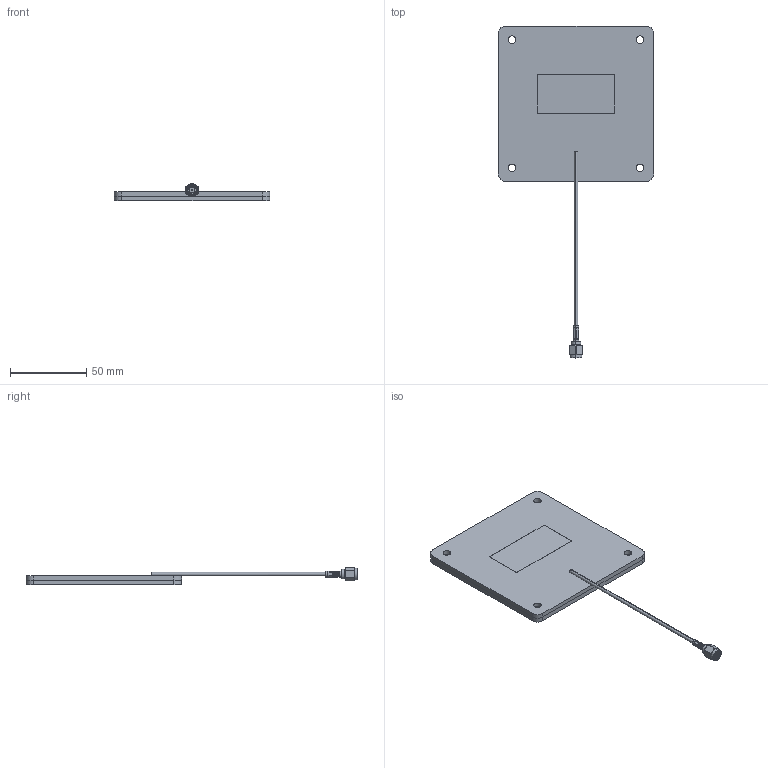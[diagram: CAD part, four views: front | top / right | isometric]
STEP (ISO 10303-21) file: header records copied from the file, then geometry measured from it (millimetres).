
FILE_DESCRIPTION (( 'STEP AP214' ), '1' );
FILE_NAME ('FMANFP1046_3D.step', '2023-02-01T18:32:18', ( '' ), ( '' ), 'SwSTEP 2.0', 'SolidWorks 2022', '' );
FILE_SCHEMA (( 'AUTOMOTIVE_DESIGN' ));
Length unit declared in the file: inch
Products named in the file (3): FMANFP1046_3D; FMANFP1046_Base Model; PE4003_NO LABLE
Assembly tree (2 placements, depth 2):
  FMANFP1046_3D
    FMANFP1046_Base Model
    PE4003_NO LABLE
Bounding box: 102 x 217.7 x 11.51 mm (x, y, z)
Volume: 62676.2 mm3; surface area: 45715.3 mm2
Topology: 3 solids, 3 shells, 2597 faces, 5485 edges, 2911 vertices
Faces by surface type: bspline 1923, cylinder 602, plane 43, cone 25, torus 4
Entity records: 98552 total; most frequent: CARTESIAN_POINT 64706, ORIENTED_EDGE 10970, EDGE_CURVE 5485, VERTEX_POINT 2911, EDGE_LOOP 2630, FACE_OUTER_BOUND 2597, ADVANCED_FACE 2597, B_SPLINE_CURVE_WITH_KNOTS 2125
